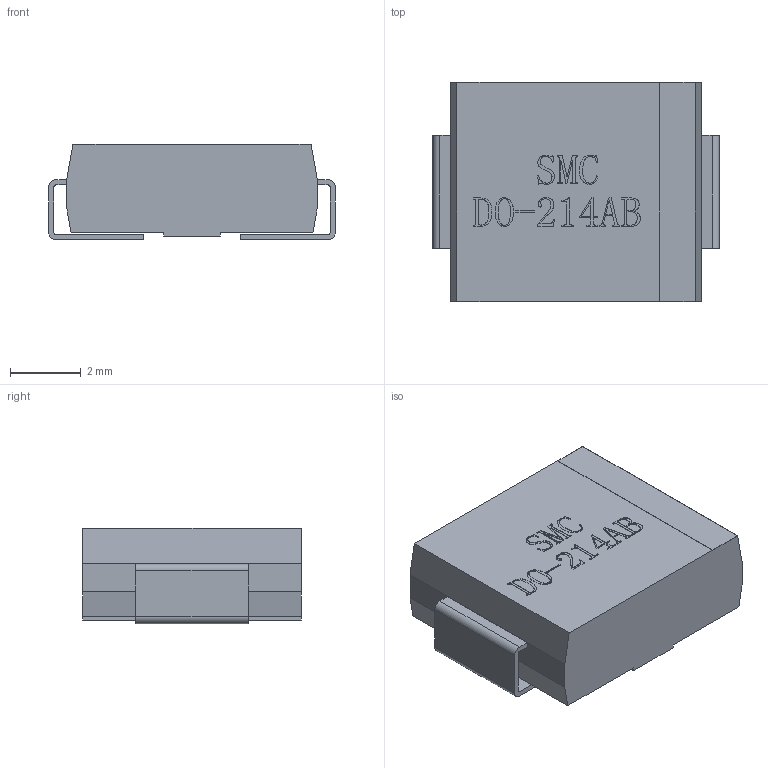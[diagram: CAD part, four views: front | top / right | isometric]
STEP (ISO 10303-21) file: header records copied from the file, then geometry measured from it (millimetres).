
FILE_DESCRIPTION (( 'STEP AP214' ), '1' );
FILE_NAME ('DO-214AB.STEP', '2008-08-02T06:22:44', ( 'Chinese User' ), ( 'Chinese ORG' ), 'SwSTEP 2.0', 'SolidWorks 2005204', '' );
FILE_SCHEMA (( 'AUTOMOTIVE_DESIGN' ));
Length unit declared in the file: millimetre
Products named in the file (1): DO-214AB
Bounding box: 8.12 x 6.2 x 2.7 mm (x, y, z)
Volume: 113.7 mm3; surface area: 227.5 mm2
Topology: 4 solids, 4 shells, 262 faces, 711 edges, 474 vertices
Faces by surface type: plane 175, bspline 79, cylinder 8
Entity records: 14669 total; most frequent: CARTESIAN_POINT 8309, ORIENTED_EDGE 1422, DIRECTION 937, EDGE_CURVE 711, VECTOR 537, LINE 537, VERTEX_POINT 474, EDGE_LOOP 279
